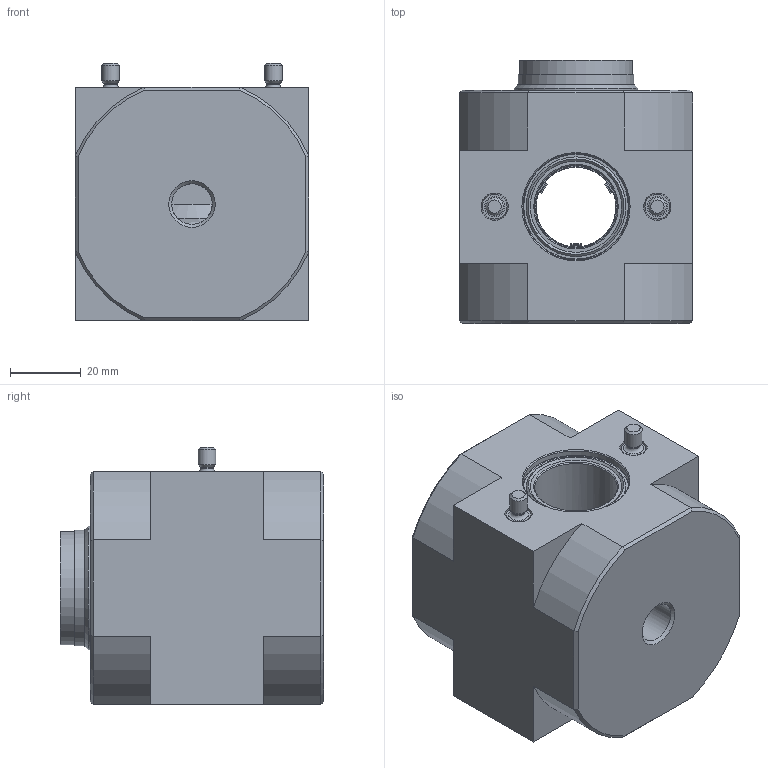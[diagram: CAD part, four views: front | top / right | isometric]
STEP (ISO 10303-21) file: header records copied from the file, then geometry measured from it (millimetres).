
FILE_DESCRIPTION(/* description */ ('STEP AP214'),/* implementation_level */ '2;1');
FILE_NAME(/* name */ '170686_FRM-D-MAXI',/* time_stamp */ '2024-08-28T18:49:13+02:00',/* author */ ('License CC BY-ND 4.0'),/* organization */ ('CADENAS'),/* preprocessor_version */ 'ST-DEVELOPER v19.3',/* originating_system */ 'PARTsolutions',/* authorisation */ ' ');
FILE_SCHEMA (('AUTOMOTIVE_DESIGN {1 0 10303 214 3 1 1}'));
Length unit declared in the file: millimetre
Products named in the file (5): 170686 FRM-D-MAXI; 724701 FRM-...-D-MAXI; 234370 FRB-D-MAXI; DIN-908 G3/4A; 531775 OK-3/4
Assembly tree (5 placements, depth 2):
  170686 FRM-D-MAXI
    724701 FRM-...-D-MAXI
    234370 FRB-D-MAXI  x2
    DIN-908 G3/4A
    531775 OK-3/4
Bounding box: 66 x 74.45 x 72.8 mm (x, y, z)
Volume: 230083.7 mm3; surface area: 43524.5 mm2
Topology: 5 solids, 5 shells, 165 faces, 379 edges, 237 vertices
Faces by surface type: plane 62, cone 48, cylinder 48, torus 7
Full cylindrical faces by diameter (mm): 3.7 x2, 4.134 x2, 5 x2, 7 x2, 11.445 x1, 14.7 x1, 22.7 x1, 23.3 x1, 24.117 x1, 26.441 x1, 26.7 x1, 30 x2, 32 x2, 32.6 x1, 34 x1, 35 x1, 62 x1
Entity records: 5049 total; most frequent: CARTESIAN_POINT 829, DIRECTION 718, ORIENTED_EDGE 600, EDGE_CURVE 300, AXIS2_PLACEMENT_3D 296, FACE_BOUND 227, EDGE_LOOP 225, VERTEX_POINT 219
